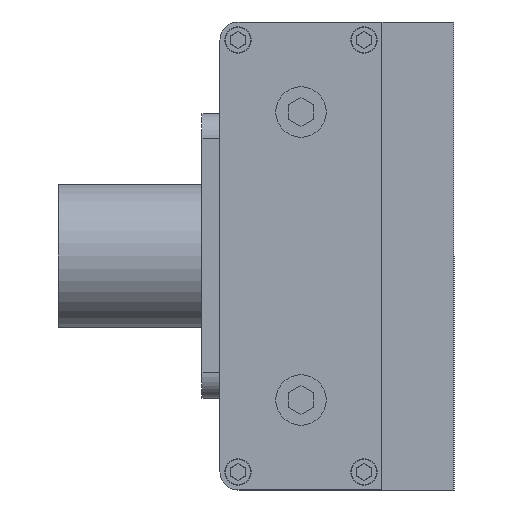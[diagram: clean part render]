
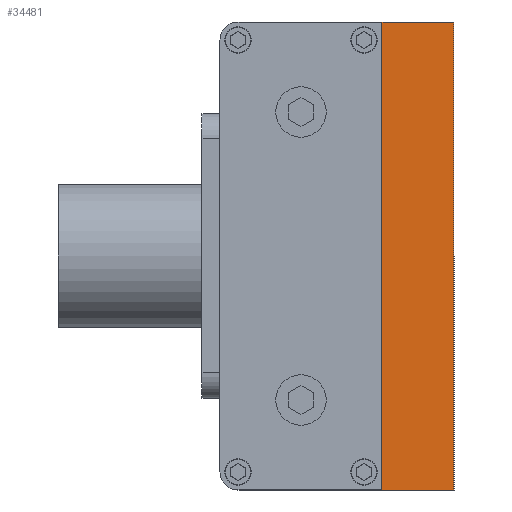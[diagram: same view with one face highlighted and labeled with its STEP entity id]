
A CAD part, left-side view. The second image highlights one B-rep face of the part: STEP entity #34481.
In plain terms, the highlighted planar face has unit normal (-1, 0, 0).
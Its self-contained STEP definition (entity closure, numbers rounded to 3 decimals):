
#206 = EDGE_CURVE ( 'NONE', #24869, #4715, #22077, .T. ) ;
#1058 = ORIENTED_EDGE ( 'NONE', *, *, #206, .F. ) ;
#1386 = CARTESIAN_POINT ( 'NONE',  ( -608., 0., -65. ) ) ;
#1492 = DIRECTION ( 'NONE',  ( 0., 0., -1. ) ) ;
#1742 = LINE ( 'NONE', #4425, #34137 ) ;
#4072 = CARTESIAN_POINT ( 'NONE',  ( -608., -20., -65. ) ) ;
#4425 = CARTESIAN_POINT ( 'NONE',  ( -608., 0., 65. ) ) ;
#4715 = VERTEX_POINT ( 'NONE', #1386 ) ;
#5537 = VECTOR ( 'NONE', #16747, 1000. ) ;
#6127 = ORIENTED_EDGE ( 'NONE', *, *, #11770, .T. ) ;
#9580 = VERTEX_POINT ( 'NONE', #33909 ) ;
#9844 = VECTOR ( 'NONE', #20365, 1000. ) ;
#10616 = EDGE_CURVE ( 'NONE', #9580, #24869, #25481, .T. ) ;
#11770 = EDGE_CURVE ( 'NONE', #9580, #32255, #11803, .T. ) ;
#11803 = LINE ( 'NONE', #17323, #9844 ) ;
#13518 = PLANE ( 'NONE',  #34110 ) ;
#14179 = ORIENTED_EDGE ( 'NONE', *, *, #32310, .T. ) ;
#16747 = DIRECTION ( 'NONE',  ( 0., 1., 0. ) ) ;
#17323 = CARTESIAN_POINT ( 'NONE',  ( -608., -20., 65. ) ) ;
#17929 = ORIENTED_EDGE ( 'NONE', *, *, #10616, .F. ) ;
#19577 = CARTESIAN_POINT ( 'NONE',  ( -608., -20., 65. ) ) ;
#19790 = CARTESIAN_POINT ( 'NONE',  ( -608., -20., -65. ) ) ;
#20156 = EDGE_LOOP ( 'NONE', ( #14179, #1058, #17929, #6127 ) ) ;
#20365 = DIRECTION ( 'NONE',  ( 0., 1., 0. ) ) ;
#22077 = LINE ( 'NONE', #19790, #5537 ) ;
#22086 = DIRECTION ( 'NONE',  ( 1., 0., 0. ) ) ;
#23212 = DIRECTION ( 'NONE',  ( 0., 0., -1. ) ) ;
#24869 = VERTEX_POINT ( 'NONE', #4072 ) ;
#24942 = CARTESIAN_POINT ( 'NONE',  ( -608., -20., 65. ) ) ;
#25481 = LINE ( 'NONE', #19577, #29979 ) ;
#27708 = DIRECTION ( 'NONE',  ( 0., 0., -1. ) ) ;
#29979 = VECTOR ( 'NONE', #23212, 1000. ) ;
#32255 = VERTEX_POINT ( 'NONE', #33422 ) ;
#32310 = EDGE_CURVE ( 'NONE', #32255, #4715, #1742, .T. ) ;
#33422 = CARTESIAN_POINT ( 'NONE',  ( -608., 0., 65. ) ) ;
#33909 = CARTESIAN_POINT ( 'NONE',  ( -608., -20., 65. ) ) ;
#34106 = FACE_OUTER_BOUND ( 'NONE', #20156, .T. ) ;
#34110 = AXIS2_PLACEMENT_3D ( 'NONE', #24942, #22086, #1492 ) ;
#34137 = VECTOR ( 'NONE', #27708, 1000. ) ;
#34481 = ADVANCED_FACE ( 'NONE', ( #34106 ), #13518, .F. ) ;
